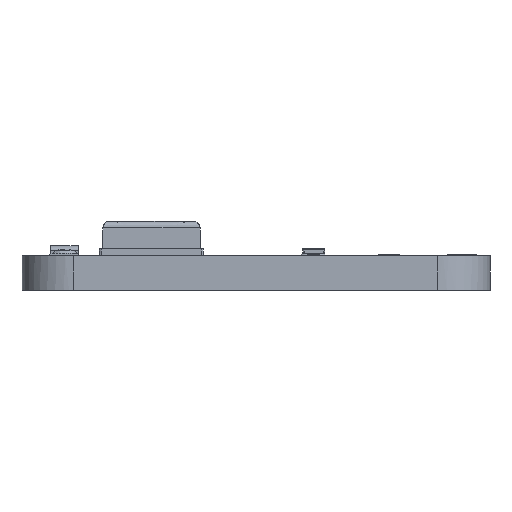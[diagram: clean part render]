
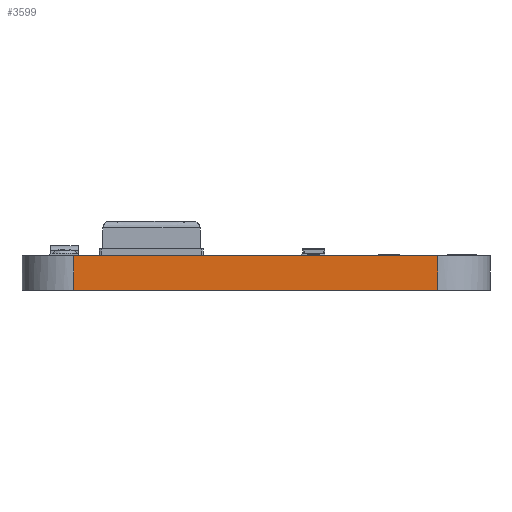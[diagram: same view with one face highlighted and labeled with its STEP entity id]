
A CAD part, left-side view. The second image highlights one B-rep face of the part: STEP entity #3599.
In plain terms, the highlighted planar face has unit normal (-1, 0, 0).
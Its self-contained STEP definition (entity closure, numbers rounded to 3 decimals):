
#1746=B_SPLINE_CURVE_WITH_KNOTS('',1,(#25998,#25999),.UNSPECIFIED.,.F.,
 .F.,(2,2),(0.,10.5),.UNSPECIFIED.);
#1758=B_SPLINE_CURVE_WITH_KNOTS('',1,(#26126,#26127),.UNSPECIFIED.,.F.,
 .F.,(2,2),(0.,1.),.UNSPECIFIED.);
#1759=B_SPLINE_CURVE_WITH_KNOTS('',1,(#26128,#26129),.UNSPECIFIED.,.F.,
 .F.,(2,2),(-10.5,0.),.UNSPECIFIED.);
#1760=B_SPLINE_CURVE_WITH_KNOTS('',1,(#26130,#26131),.UNSPECIFIED.,.F.,
 .F.,(2,2),(-1.,0.),.UNSPECIFIED.);
#3599=ADVANCED_FACE('',(#4457),#13648,.T.);
#4457=FACE_OUTER_BOUND('',#5365,.T.);
#5365=EDGE_LOOP('',(#8606,#8607,#8608,#8609));
#8606=ORIENTED_EDGE('',*,*,#11118,.T.);
#8607=ORIENTED_EDGE('',*,*,#11148,.T.);
#8608=ORIENTED_EDGE('',*,*,#11149,.T.);
#8609=ORIENTED_EDGE('',*,*,#11150,.T.);
#11118=EDGE_CURVE('',#12893,#12894,#1746,.T.);
#11148=EDGE_CURVE('',#12894,#12923,#1758,.T.);
#11149=EDGE_CURVE('',#12923,#12924,#1759,.T.);
#11150=EDGE_CURVE('',#12924,#12893,#1760,.T.);
#12893=VERTEX_POINT('',#25938);
#12894=VERTEX_POINT('',#25939);
#12923=VERTEX_POINT('',#25968);
#12924=VERTEX_POINT('',#25969);
#13648=PLANE('',#14353);
#14353=AXIS2_PLACEMENT_3D('',#25717,#14878,$);
#14878=DIRECTION('',(-1.,0.,0.));
#25717=CARTESIAN_POINT('',(-11.,-5.25,0.));
#25938=CARTESIAN_POINT('',(-11.,-5.25,0.));
#25939=CARTESIAN_POINT('',(-11.,5.25,0.));
#25968=CARTESIAN_POINT('',(-11.,5.25,-1.));
#25969=CARTESIAN_POINT('',(-11.,-5.25,-1.));
#25998=CARTESIAN_POINT('',(-11.,-5.25,0.));
#25999=CARTESIAN_POINT('',(-11.,5.25,0.));
#26126=CARTESIAN_POINT('',(-11.,5.25,0.));
#26127=CARTESIAN_POINT('',(-11.,5.25,-1.));
#26128=CARTESIAN_POINT('',(-11.,5.25,-1.));
#26129=CARTESIAN_POINT('',(-11.,-5.25,-1.));
#26130=CARTESIAN_POINT('',(-11.,-5.25,-1.));
#26131=CARTESIAN_POINT('',(-11.,-5.25,0.));
